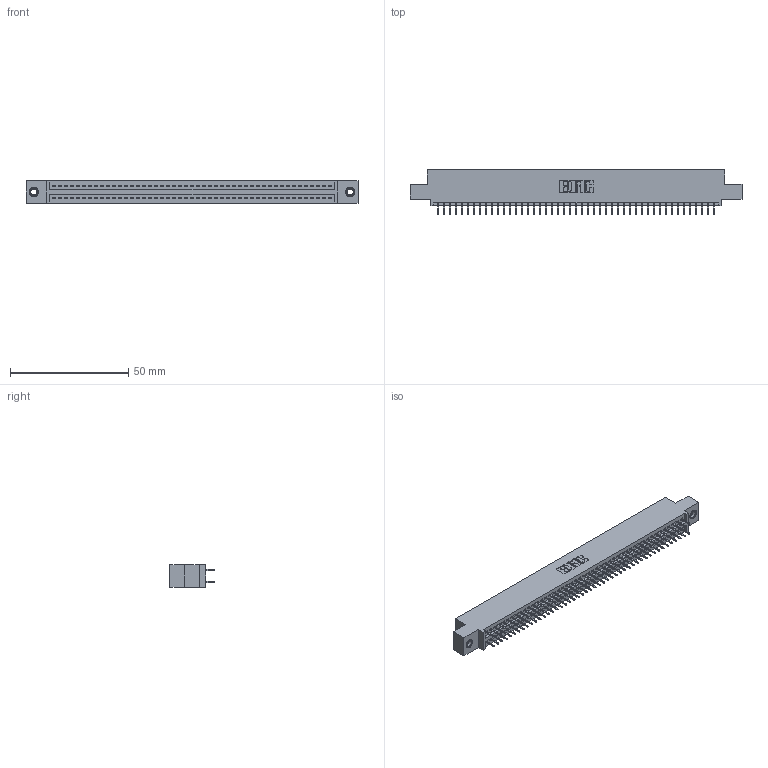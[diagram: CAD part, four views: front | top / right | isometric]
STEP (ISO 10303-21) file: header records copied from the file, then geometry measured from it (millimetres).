
FILE_DESCRIPTION (( 'STEP AP203' ), '1' );
FILE_NAME ('345-094-525-507.STEP', '2020-09-21T16:27:44', ( '' ), ( '' ), 'SwSTEP 2.0', 'SolidWorks 2020', '' );
FILE_SCHEMA (( 'CONFIG_CONTROL_DESIGN' ));
Length unit declared in the file: inch
Products named in the file (4): 345 Part_0.110 Offset - 0.156 Dia-TI; 345-094-525-507; 345-292-001_345-293-125; 345-250-001_345-250-005-103
Assembly tree (97 placements, depth 2):
  345-094-525-507
    345 Part_0.110 Offset - 0.156 Dia-TI
    345-292-001_345-293-125  x94
    345-250-001_345-250-005-103  x2
Bounding box: 140.59 x 18.72 x 9.4 mm (x, y, z)
Volume: 13461.8 mm3; surface area: 19650.1 mm2
Topology: 97 solids, 97 shells, 5266 faces, 14871 edges, 9530 vertices
Faces by surface type: plane 3782, cylinder 1468, cone 12, torus 4
Entity records: 37596 total; most frequent: CARTESIAN_POINT 6279, ORIENTED_EDGE 6206, DIRECTION 5557, EDGE_CURVE 3103, VECTOR 2767, LINE 2767, VERTEX_POINT 2060, AXIS2_PLACEMENT_3D 1395
